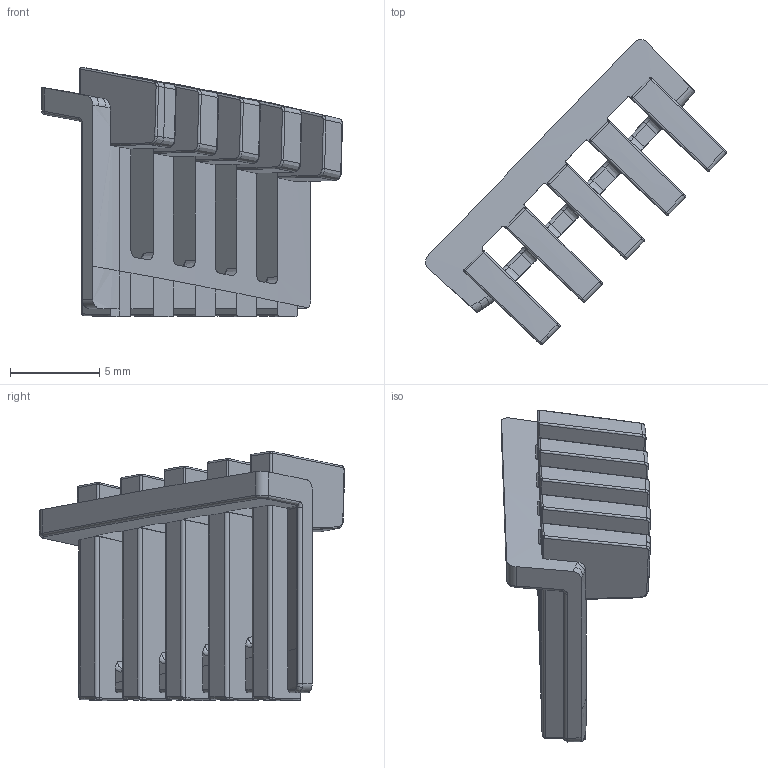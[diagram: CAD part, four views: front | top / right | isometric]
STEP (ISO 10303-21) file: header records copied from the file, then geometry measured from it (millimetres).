
FILE_DESCRIPTION (( 'STEP AP214' ), '1' );
FILE_NAME ('04-TTN-lightguide-V3-C.STEP', '2016-02-17T08:25:53', ( '' ), ( '' ), 'SwSTEP 2.0', 'SolidWorks 2015', '' );
FILE_SCHEMA (( 'AUTOMOTIVE_DESIGN' ));
Length unit declared in the file: millimetre
Products named in the file (1): 04-TTN-lightguide-V3-C
Bounding box: 16.88 x 17.11 x 13.99 mm (x, y, z)
Volume: 452 mm3; surface area: 908.8 mm2
Topology: 1 solids, 1 shells, 297 faces, 791 edges, 473 vertices
Faces by surface type: bspline 194, plane 45, cylinder 38, sphere 15, cone 5
Entity records: 12856 total; most frequent: CARTESIAN_POINT 7252, ORIENTED_EDGE 1532, EDGE_CURVE 766, DIRECTION 615, B_SPLINE_CURVE_WITH_KNOTS 483, VERTEX_POINT 463, FACE_OUTER_BOUND 297, ADVANCED_FACE 297
